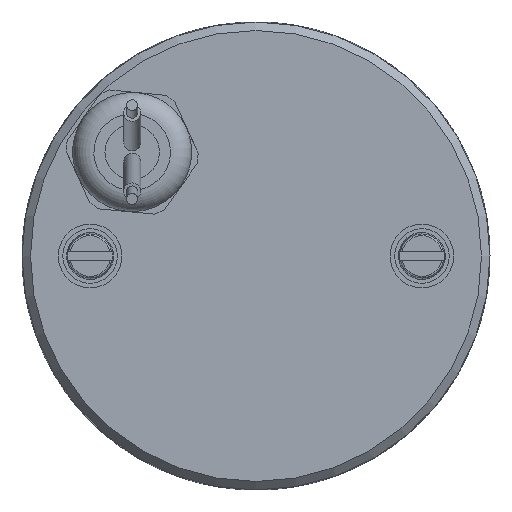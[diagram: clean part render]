
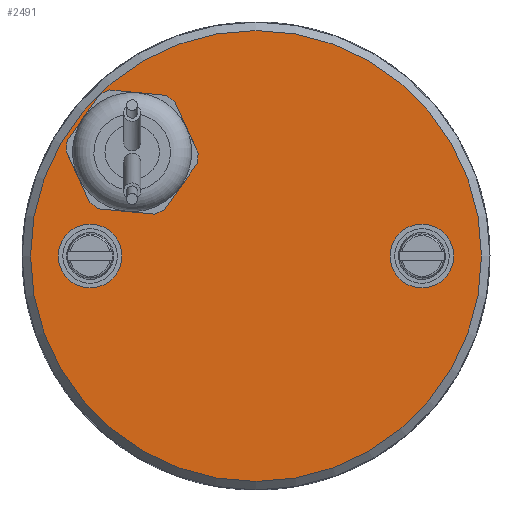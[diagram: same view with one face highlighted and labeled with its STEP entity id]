
A CAD part, left-side view. The second image highlights one B-rep face of the part: STEP entity #2491.
In plain terms, the highlighted planar face has unit normal (-1, 0, 0).
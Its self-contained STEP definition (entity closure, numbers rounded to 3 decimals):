
#4 = DIRECTION ( 'NONE',  ( 0., -0.415, -0.91 ) ) ;
#6 = DIRECTION ( 'NONE',  ( 1., 0., 0. ) ) ;
#7 = CARTESIAN_POINT ( 'NONE',  ( -13., 14.555, 12.213 ) ) ;
#29 = VERTEX_POINT ( 'NONE', #2181 ) ;
#98 = CARTESIAN_POINT ( 'NONE',  ( -13., 0., 0. ) ) ;
#233 = VERTEX_POINT ( 'NONE', #917 ) ;
#239 = CARTESIAN_POINT ( 'NONE',  ( -13., 19.54, 6.279 ) ) ;
#265 = VERTEX_POINT ( 'NONE', #771 ) ;
#328 = LINE ( 'NONE', #336, #1323 ) ;
#336 = CARTESIAN_POINT ( 'NONE',  ( -13., 6.501, 11.429 ) ) ;
#345 = AXIS2_PLACEMENT_3D ( 'NONE', #1170, #1169, #1167 ) ;
#348 = DIRECTION ( 'NONE',  ( 0., -0.415, -0.91 ) ) ;
#463 = VERTEX_POINT ( 'NONE', #500 ) ;
#479 = EDGE_LOOP ( 'NONE', ( #910 ) ) ;
#500 = CARTESIAN_POINT ( 'NONE',  ( -13., 18.358, 18.966 ) ) ;
#509 = EDGE_CURVE ( 'Defeature ausgef�hrt1_37+Defeature ausgef�hrt1_30+Defeature ausgef�hrt1_0+Defeature ausgef�hrt1_1', #1628, #2428, #2073, .T. ) ;
#513 = AXIS2_PLACEMENT_3D ( 'NONE', #2482, #2481, #2477 ) ;
#518 = CIRCLE ( 'NONE', #513, 3.75 ) ;
#522 = VECTOR ( 'NONE', #2515, 1000. ) ;
#556 = AXIS2_PLACEMENT_3D ( 'NONE', #2557, #2550, #2548 ) ;
#557 = CIRCLE ( 'NONE', #556, 3.75 ) ;
#576 = EDGE_CURVE ( 'Defeature ausgef�hrt1_37+Defeature ausgef�hrt1_29+Defeature ausgef�hrt1_1+Defeature ausgef�hrt1_2', #265, #1786, #328, .T. ) ;
#584 = AXIS2_PLACEMENT_3D ( 'NONE', #7, #6, #4 ) ;
#585 = CIRCLE ( 'NONE', #584, 7.75 ) ;
#614 = AXIS2_PLACEMENT_3D ( 'NONE', #1858, #1952, #1910 ) ;
#616 = CIRCLE ( 'NONE', #614, 7.75 ) ;
#626 = DIRECTION ( 'NONE',  ( 0., 0.58, -0.815 ) ) ;
#679 = AXIS2_PLACEMENT_3D ( 'NONE', #879, #1720, #348 ) ;
#680 = CIRCLE ( 'NONE', #679, 7.75 ) ;
#693 = CARTESIAN_POINT ( 'NONE',  ( -13., 9.874, 18.813 ) ) ;
#713 = VECTOR ( 'NONE', #1754, 1000. ) ;
#749 = EDGE_LOOP ( 'NONE', ( #1126, #1088, #1074, #1143, #1168, #1178, #985, #1195, #1217, #1231, #965, #1242 ) ) ;
#771 = CARTESIAN_POINT ( 'NONE',  ( -13., 6.93, 10.828 ) ) ;
#773 = CARTESIAN_POINT ( 'NONE',  ( -13., 22.18, 13.598 ) ) ;
#777 = EDGE_CURVE ( 'NONE', #1044, #1044, #1089, .T. ) ;
#792 = DIRECTION ( 'NONE',  ( -1., 0., 0. ) ) ;
#872 = VERTEX_POINT ( 'NONE', #773 ) ;
#879 = CARTESIAN_POINT ( 'NONE',  ( -13., 14.555, 12.213 ) ) ;
#910 = ORIENTED_EDGE ( 'NONE', *, *, #777, .T. ) ;
#917 = CARTESIAN_POINT ( 'NONE',  ( -13., 10.608, 18.883 ) ) ;
#965 = ORIENTED_EDGE ( 'NONE', *, *, #576, .T. ) ;
#981 = CARTESIAN_POINT ( 'NONE',  ( -13., -19.5, -3.75 ) ) ;
#984 = VERTEX_POINT ( 'NONE', #981 ) ;
#985 = ORIENTED_EDGE ( 'NONE', *, *, #2433, .T. ) ;
#989 = CARTESIAN_POINT ( 'NONE',  ( -13., 19.5, 3.75 ) ) ;
#991 = VERTEX_POINT ( 'NONE', #989 ) ;
#1042 = CARTESIAN_POINT ( 'NONE',  ( -13., 0., -26.5 ) ) ;
#1044 = VERTEX_POINT ( 'NONE', #1042 ) ;
#1050 = ORIENTED_EDGE ( 'NONE', *, *, #1444, .F. ) ;
#1074 = ORIENTED_EDGE ( 'NONE', *, *, #1946, .T. ) ;
#1087 = AXIS2_PLACEMENT_3D ( 'NONE', #98, #792, #1853 ) ;
#1088 = ORIENTED_EDGE ( 'NONE', *, *, #1229, .T. ) ;
#1089 = CIRCLE ( 'NONE', #1087, 26.5 ) ;
#1103 = DIRECTION ( 'NONE',  ( 0., -0.415, -0.91 ) ) ;
#1126 = ORIENTED_EDGE ( 'NONE', *, *, #1465, .T. ) ;
#1143 = ORIENTED_EDGE ( 'NONE', *, *, #1301, .T. ) ;
#1150 = VECTOR ( 'NONE', #1237, 1000. ) ;
#1158 = DIRECTION ( 'NONE',  ( 0., -0.415, -0.91 ) ) ;
#1159 = ORIENTED_EDGE ( 'NONE', *, *, #1497, .F. ) ;
#1160 = DIRECTION ( 'NONE',  ( 1., 0., 0. ) ) ;
#1164 = CARTESIAN_POINT ( 'NONE',  ( -13., 14.555, 12.213 ) ) ;
#1167 = DIRECTION ( 'NONE',  ( 0., 0., -1. ) ) ;
#1168 = ORIENTED_EDGE ( 'NONE', *, *, #2253, .T. ) ;
#1169 = DIRECTION ( 'NONE',  ( 1., 0., 0. ) ) ;
#1170 = CARTESIAN_POINT ( 'NONE',  ( -13., 0., 0. ) ) ;
#1172 = PLANE ( 'NONE',  #345 ) ;
#1173 = VERTEX_POINT ( 'NONE', #239 ) ;
#1174 = FACE_OUTER_BOUND ( 'NONE', #479, .T. ) ;
#1176 = FACE_BOUND ( 'NONE', #749, .T. ) ;
#1177 = FACE_BOUND ( 'NONE', #2485, .T. ) ;
#1178 = ORIENTED_EDGE ( 'NONE', *, *, #2054, .T. ) ;
#1179 = FACE_BOUND ( 'NONE', #2340, .T. ) ;
#1195 = ORIENTED_EDGE ( 'NONE', *, *, #2404, .T. ) ;
#1217 = ORIENTED_EDGE ( 'NONE', *, *, #509, .T. ) ;
#1229 = EDGE_CURVE ( 'Defeature ausgef�hrt1_37+Defeature ausgef�hrt1_3+Defeature ausgef�hrt1_28+Defeature ausgef�hrt1_27', #2188, #1173, #680, .T. ) ;
#1231 = ORIENTED_EDGE ( 'NONE', *, *, #1389, .T. ) ;
#1237 = DIRECTION ( 'NONE',  ( 0., -0.995, -0.095 ) ) ;
#1239 = CARTESIAN_POINT ( 'NONE',  ( -13., 17.92, 19.581 ) ) ;
#1240 = LINE ( 'NONE', #1239, #1150 ) ;
#1242 = ORIENTED_EDGE ( 'NONE', *, *, #2494, .T. ) ;
#1246 = CARTESIAN_POINT ( 'NONE',  ( -13., 6.806, 12.096 ) ) ;
#1271 = DIRECTION ( 'NONE',  ( 0., -0.415, -0.91 ) ) ;
#1275 = DIRECTION ( 'NONE',  ( 1., 0., 0. ) ) ;
#1276 = CARTESIAN_POINT ( 'NONE',  ( -13., 14.555, 12.213 ) ) ;
#1301 = EDGE_CURVE ( 'Defeature ausgef�hrt1_37+Defeature ausgef�hrt1_5+Defeature ausgef�hrt1_27+Defeature ausgef�hrt1_26', #2377, #872, #616, .T. ) ;
#1309 = CARTESIAN_POINT ( 'NONE',  ( -13., 22.304, 12.33 ) ) ;
#1323 = VECTOR ( 'NONE', #626, 1000. ) ;
#1389 = EDGE_CURVE ( 'Defeature ausgef�hrt1_37+Defeature ausgef�hrt1_1+Defeature ausgef�hrt1_30+Defeature ausgef�hrt1_29', #2428, #265, #585, .T. ) ;
#1444 = EDGE_CURVE ( 'NONE', #991, #991, #557, .T. ) ;
#1465 = EDGE_CURVE ( 'Defeature ausgef�hrt1_37+Defeature ausgef�hrt1_28+Defeature ausgef�hrt1_2+Defeature ausgef�hrt1_3', #29, #2188, #2521, .T. ) ;
#1483 = VECTOR ( 'NONE', #1103, 1000. ) ;
#1492 = DIRECTION ( 'NONE',  ( 0., -0.58, 0.815 ) ) ;
#1494 = CARTESIAN_POINT ( 'NONE',  ( -13., 17.92, 19.581 ) ) ;
#1496 = LINE ( 'NONE', #1494, #1944 ) ;
#1497 = EDGE_CURVE ( 'NONE', #984, #984, #518, .T. ) ;
#1527 = CARTESIAN_POINT ( 'NONE',  ( -13., 18.501, 5.543 ) ) ;
#1585 = CIRCLE ( 'NONE', #2560, 7.75 ) ;
#1628 = VERTEX_POINT ( 'NONE', #2095 ) ;
#1664 = DIRECTION ( 'NONE',  ( 0., -0.415, -0.91 ) ) ;
#1666 = DIRECTION ( 'NONE',  ( 1., 0., 0. ) ) ;
#1668 = CARTESIAN_POINT ( 'NONE',  ( -13., 14.555, 12.213 ) ) ;
#1720 = DIRECTION ( 'NONE',  ( 1., 0., 0. ) ) ;
#1731 = VERTEX_POINT ( 'NONE', #2009 ) ;
#1754 = DIRECTION ( 'NONE',  ( 0., 0.415, 0.91 ) ) ;
#1756 = CARTESIAN_POINT ( 'NONE',  ( -13., 22.608, 12.997 ) ) ;
#1760 = LINE ( 'NONE', #1756, #713 ) ;
#1786 = VERTEX_POINT ( 'NONE', #1975 ) ;
#1853 = DIRECTION ( 'NONE',  ( 0., 0., -1. ) ) ;
#1858 = CARTESIAN_POINT ( 'NONE',  ( -13., 14.555, 12.213 ) ) ;
#1910 = DIRECTION ( 'NONE',  ( 0., -0.415, -0.91 ) ) ;
#1944 = VECTOR ( 'NONE', #1492, 1000. ) ;
#1946 = EDGE_CURVE ( 'Defeature ausgef�hrt1_37+Defeature ausgef�hrt1_27+Defeature ausgef�hrt1_3+Defeature ausgef�hrt1_5', #1173, #2377, #1760, .T. ) ;
#1952 = DIRECTION ( 'NONE',  ( 1., 0., 0. ) ) ;
#1975 = CARTESIAN_POINT ( 'NONE',  ( -13., 10.752, 5.46 ) ) ;
#2009 = CARTESIAN_POINT ( 'NONE',  ( -13., 17.168, 19.509 ) ) ;
#2054 = EDGE_CURVE ( 'Defeature ausgef�hrt1_37+Defeature ausgef�hrt1_4+Defeature ausgef�hrt1_26+Defeature ausgef�hrt1_31', #463, #1731, #2283, .T. ) ;
#2073 = LINE ( 'NONE', #693, #1483 ) ;
#2095 = CARTESIAN_POINT ( 'NONE',  ( -13., 9.569, 18.146 ) ) ;
#2181 = CARTESIAN_POINT ( 'NONE',  ( -13., 11.942, 4.917 ) ) ;
#2188 = VERTEX_POINT ( 'NONE', #1527 ) ;
#2253 = EDGE_CURVE ( 'Defeature ausgef�hrt1_37+Defeature ausgef�hrt1_26+Defeature ausgef�hrt1_5+Defeature ausgef�hrt1_4', #872, #463, #1496, .T. ) ;
#2282 = AXIS2_PLACEMENT_3D ( 'NONE', #1668, #1666, #1664 ) ;
#2283 = CIRCLE ( 'NONE', #2282, 7.75 ) ;
#2340 = EDGE_LOOP ( 'NONE', ( #1159 ) ) ;
#2377 = VERTEX_POINT ( 'NONE', #1309 ) ;
#2404 = EDGE_CURVE ( 'Defeature ausgef�hrt1_37+Defeature ausgef�hrt1_0+Defeature ausgef�hrt1_31+Defeature ausgef�hrt1_30', #233, #1628, #2563, .T. ) ;
#2428 = VERTEX_POINT ( 'NONE', #1246 ) ;
#2433 = EDGE_CURVE ( 'Defeature ausgef�hrt1_37+Defeature ausgef�hrt1_31+Defeature ausgef�hrt1_4+Defeature ausgef�hrt1_0', #1731, #233, #1240, .T. ) ;
#2477 = DIRECTION ( 'NONE',  ( 0., 0., -1. ) ) ;
#2481 = DIRECTION ( 'NONE',  ( -1., 0., 0. ) ) ;
#2482 = CARTESIAN_POINT ( 'NONE',  ( -13., -19.5, 0. ) ) ;
#2485 = EDGE_LOOP ( 'NONE', ( #1050 ) ) ;
#2491 = ADVANCED_FACE ( 'Defeature ausgef�hrt1_37', ( #1179, #1177, #1176, #1174 ), #1172, .F. ) ;
#2494 = EDGE_CURVE ( 'Defeature ausgef�hrt1_37+Defeature ausgef�hrt1_2+Defeature ausgef�hrt1_29+Defeature ausgef�hrt1_28', #1786, #29, #1585, .T. ) ;
#2515 = DIRECTION ( 'NONE',  ( 0., 0.995, 0.095 ) ) ;
#2520 = CARTESIAN_POINT ( 'NONE',  ( -13., 19.236, 5.613 ) ) ;
#2521 = LINE ( 'NONE', #2520, #522 ) ;
#2548 = DIRECTION ( 'NONE',  ( 0., 0., 1. ) ) ;
#2550 = DIRECTION ( 'NONE',  ( -1., 0., 0. ) ) ;
#2555 = AXIS2_PLACEMENT_3D ( 'NONE', #1276, #1275, #1271 ) ;
#2557 = CARTESIAN_POINT ( 'NONE',  ( -13., 19.5, 0. ) ) ;
#2560 = AXIS2_PLACEMENT_3D ( 'NONE', #1164, #1160, #1158 ) ;
#2563 = CIRCLE ( 'NONE', #2555, 7.75 ) ;
